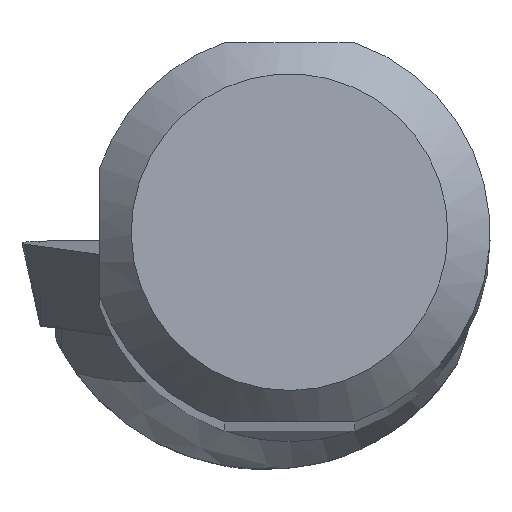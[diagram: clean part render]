
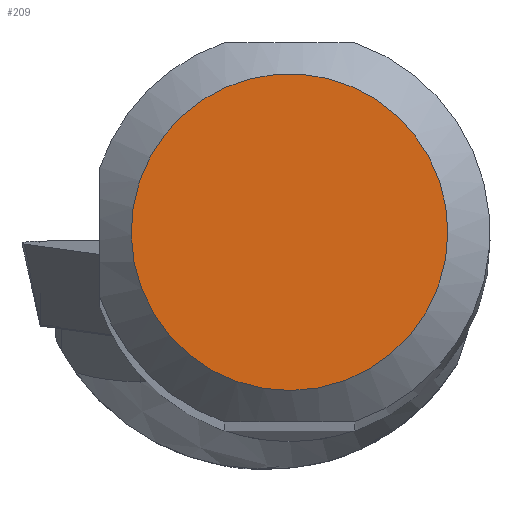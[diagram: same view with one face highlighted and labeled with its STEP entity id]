
A CAD part, top view. The second image highlights one B-rep face of the part: STEP entity #209.
In plain terms, the highlighted planar face has unit normal (0, 0, 1).
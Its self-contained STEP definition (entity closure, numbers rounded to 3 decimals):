
#158=FACE_OUTER_BOUND('',#457,.T.);
#209=ADVANCED_FACE('CU_SU_BP3',(#158),#249,.T.);
#249=PLANE('',#1184);
#457=EDGE_LOOP('',(#621));
#621=ORIENTED_EDGE('',*,*,#962,.T.);
#846=VERTEX_POINT('',#1920);
#962=EDGE_CURVE('',#846,#846,#1031,.T.);
#1031=CIRCLE('',#1183,7.516);
#1183=AXIS2_PLACEMENT_3D('',#1919,#1400,#1401);
#1184=AXIS2_PLACEMENT_3D('',#1921,#1402,#1403);
#1400=DIRECTION('',(0.,0.,1.));
#1401=DIRECTION('',(1.,0.,0.));
#1402=DIRECTION('',(0.,0.,1.));
#1403=DIRECTION('',(1.,0.,0.));
#1919=CARTESIAN_POINT('',(0.,0.,0.));
#1920=CARTESIAN_POINT('',(7.516,0.,0.));
#1921=CARTESIAN_POINT('',(0.,0.,
0.));
